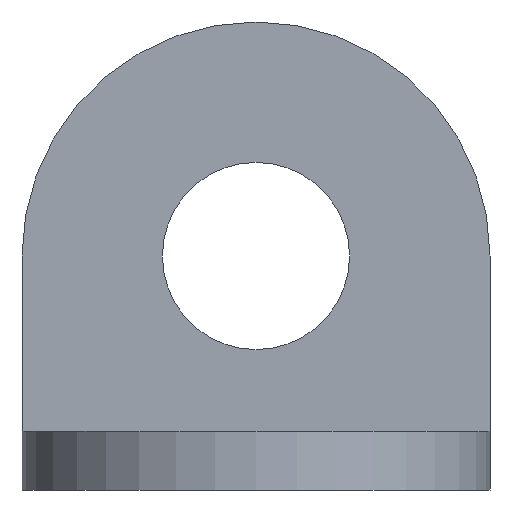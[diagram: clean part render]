
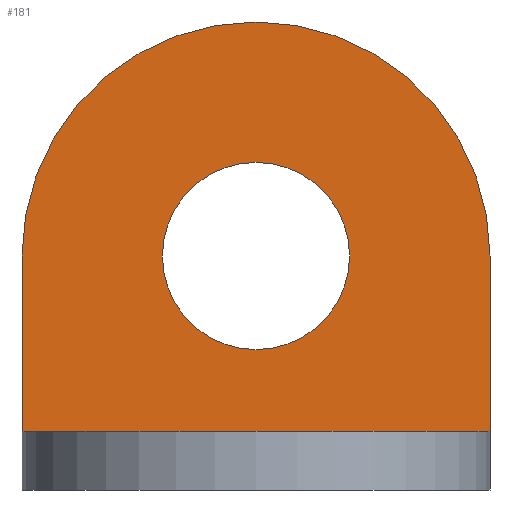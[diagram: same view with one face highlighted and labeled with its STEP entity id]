
A CAD part, front view. The second image highlights one B-rep face of the part: STEP entity #181.
In plain terms, the highlighted planar face has unit normal (0, -1, 0).
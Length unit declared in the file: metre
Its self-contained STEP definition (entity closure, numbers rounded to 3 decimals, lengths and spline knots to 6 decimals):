
#22=CIRCLE('',#209,0.004);
#23=CIRCLE('',#211,0.0016);
#63=ORIENTED_EDGE('',*,*,#76,.F.);
#64=ORIENTED_EDGE('',*,*,#87,.T.);
#65=ORIENTED_EDGE('',*,*,#82,.T.);
#66=ORIENTED_EDGE('',*,*,#88,.T.);
#67=ORIENTED_EDGE('',*,*,#89,.F.);
#76=EDGE_CURVE('',#97,#98,#112,.T.);
#82=EDGE_CURVE('',#102,#101,#116,.T.);
#87=EDGE_CURVE('',#97,#102,#119,.T.);
#88=EDGE_CURVE('',#101,#98,#22,.T.);
#89=EDGE_CURVE('',#105,#105,#23,.T.);
#97=VERTEX_POINT('',#283);
#98=VERTEX_POINT('',#285);
#101=VERTEX_POINT('',#295);
#102=VERTEX_POINT('',#297);
#105=VERTEX_POINT('',#312);
#112=LINE('',#284,#126);
#116=LINE('',#296,#130);
#119=LINE('',#306,#133);
#126=VECTOR('',#229,1.);
#130=VECTOR('',#241,1.);
#133=VECTOR('',#252,1.);
#148=EDGE_LOOP('',(#63,#64,#65,#66));
#149=EDGE_LOOP('',(#67));
#164=FACE_BOUND('',#148,.T.);
#165=FACE_BOUND('',#149,.T.);
#171=PLANE('',#212);
#181=ADVANCED_FACE('',(#164,#165),#171,.T.);
#209=AXIS2_PLACEMENT_3D('',#309,#257,#258);
#211=AXIS2_PLACEMENT_3D('',#311,#261,#262);
#212=AXIS2_PLACEMENT_3D('',#313,#263,#264);
#229=DIRECTION('',(0.,0.,1.));
#241=DIRECTION('',(0.,0.,1.));
#252=DIRECTION('',(1.,0.,0.));
#257=DIRECTION('',(0.,-1.,0.));
#258=DIRECTION('',(0.,0.,-1.));
#261=DIRECTION('',(0.,-1.,0.));
#262=DIRECTION('',(0.,0.,-1.));
#263=DIRECTION('',(0.,-1.,0.));
#264=DIRECTION('',(1.,0.,0.));
#283=CARTESIAN_POINT('',(-0.003146,-0.001,0.001));
#284=CARTESIAN_POINT('',(-0.003146,-0.001,0.002));
#285=CARTESIAN_POINT('',(-0.003146,-0.001,0.004));
#295=CARTESIAN_POINT('',(0.004854,-0.001,0.004));
#296=CARTESIAN_POINT('',(0.004854,-0.001,0.002));
#297=CARTESIAN_POINT('',(0.004854,-0.001,0.001));
#306=CARTESIAN_POINT('',(0.000854,-0.001,0.001));
#309=CARTESIAN_POINT('',(0.000854,-0.001,0.004));
#311=CARTESIAN_POINT('',(0.000854,-0.001,0.004));
#312=CARTESIAN_POINT('',(0.000854,-0.001,0.0024));
#313=CARTESIAN_POINT('',(0.000854,-0.001,0.004));
